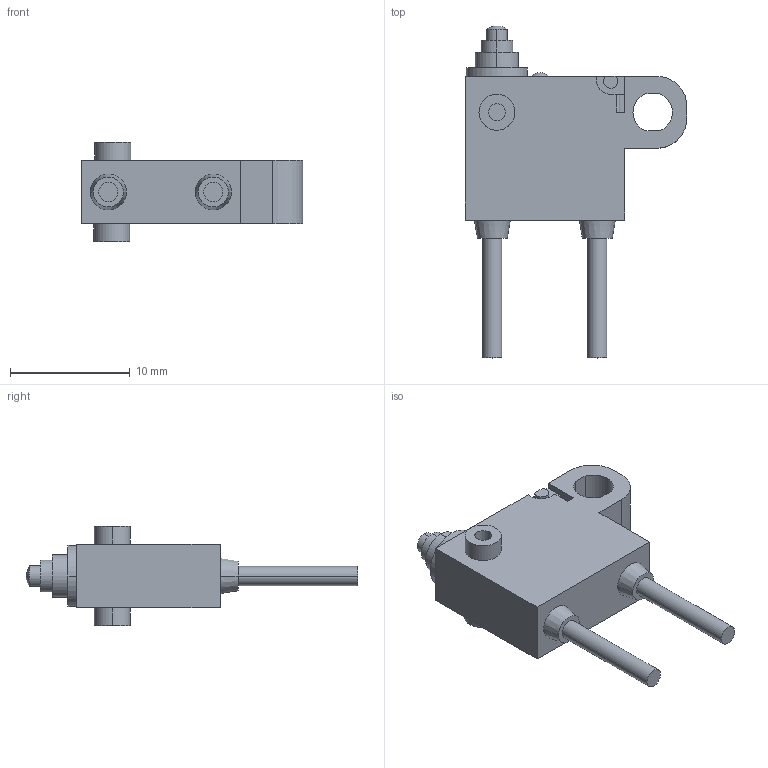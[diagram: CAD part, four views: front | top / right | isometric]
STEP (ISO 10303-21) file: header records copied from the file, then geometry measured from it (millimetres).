
FILE_DESCRIPTION (( 'STEP AP214' ), '1' );
FILE_NAME ('D2HW_C202M.STEP', '2021-08-15T11:36:39', ( '' ), ( '' ), 'SwSTEP 2.0', 'SolidWorks 2020', '' );
FILE_SCHEMA (( 'AUTOMOTIVE_DESIGN' ));
Length unit declared in the file: millimetre
Products named in the file (1): D2HW_C202M
Bounding box: 18.5 x 27.7 x 8.3 mm (x, y, z)
Volume: 1029 mm3; surface area: 1052.8 mm2
Topology: 2 solids, 2 shells, 96 faces, 238 edges, 156 vertices
Faces by surface type: plane 50, cylinder 38, sphere 4, cone 4
Entity records: 3935 total; most frequent: DIRECTION 518, CARTESIAN_POINT 483, ORIENTED_EDGE 464, EDGE_CURVE 232, AXIS2_PLACEMENT_3D 189, VERTEX_POINT 154, VECTOR 140, LINE 140
